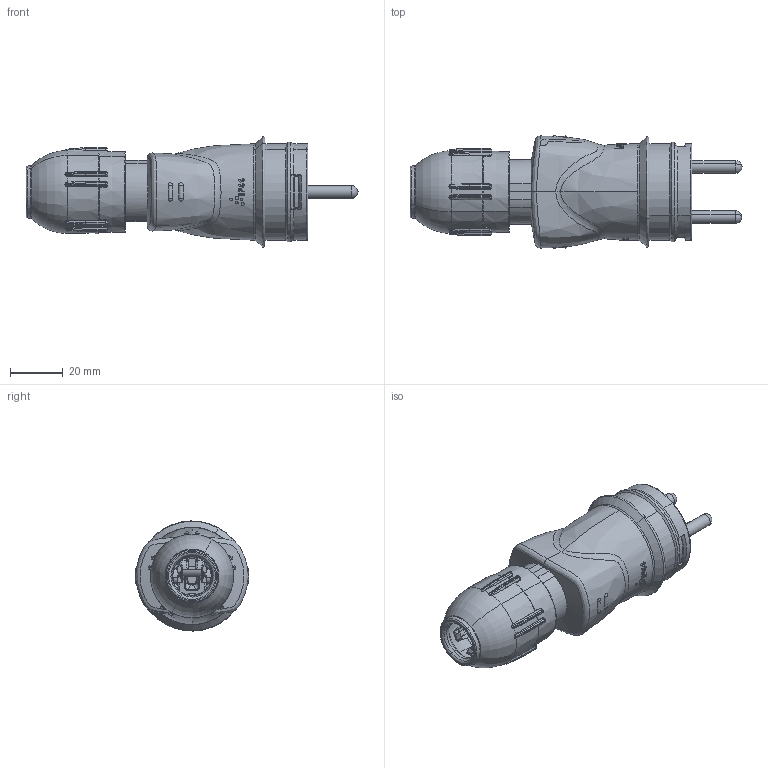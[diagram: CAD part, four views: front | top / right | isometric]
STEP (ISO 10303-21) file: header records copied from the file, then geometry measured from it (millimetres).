
FILE_DESCRIPTION(('CATIA V5 STEP Exchange','CAx-IF Rec.Pracs.--- Model Styling and Organization---1.5--- 2016-08-15','CAx-IF Rec.Pracs.---Supplemental Geometry---1.0---2011-11-01','CAx-IF Rec.Pracs.--- Composite Materials ---1.1---2010-07-15'),'2;1');
FILE_NAME('050440.stp','2024-12-20T08:24:46+00:00',('none'),('none'),'CATIA Version 5-6 Release 2020 SP3','CATIA V5 STEP AP214 v2','none');
FILE_SCHEMA(('AUTOMOTIVE_DESIGN { 1 0 10303 214 1 1 1 1 }'));
Products named in the file (1): 050440 _AllCATPart
Bounding box: 125.57 x 42.93 x 41.68 mm (x, y, z)
Volume: 41144.8 mm3; surface area: 42921 mm2
Topology: 4 solids, 8 shells, 2867 faces, 8224 edges, 5350 vertices
Faces by surface type: plane 1397, bspline 556, cylinder 336, cone 333, torus 126, sphere 66, extrusion 29, revolution 24
Entity records: 129149 total; most frequent: CARTESIAN_POINT 66921, ORIENTED_EDGE 16324, EDGE_CURVE 8162, DIRECTION 7108, VERTEX_POINT 5350, B_SPLINE_CURVE_WITH_KNOTS 4520, EDGE_LOOP 2960, ADVANCED_FACE 2867
